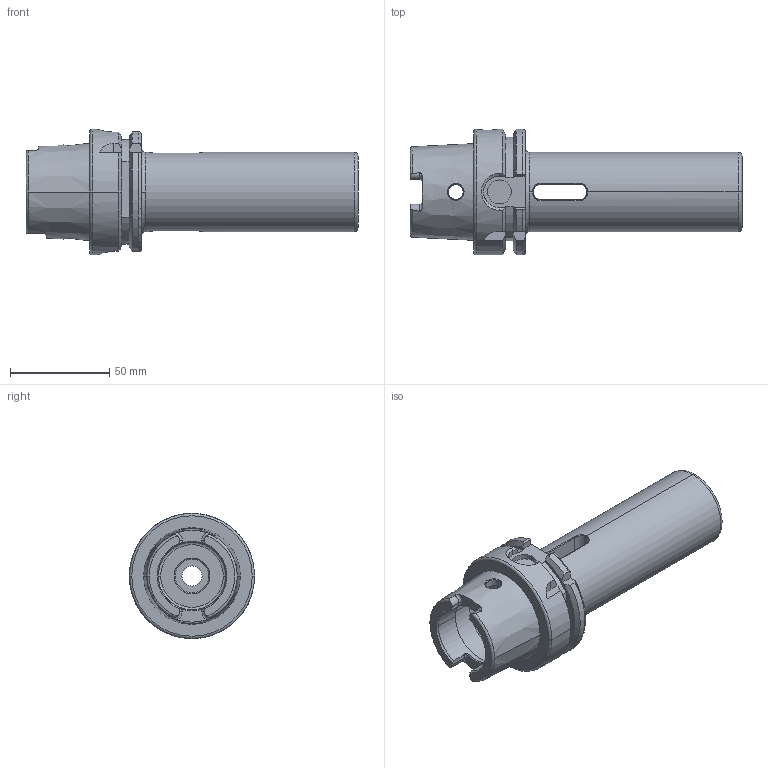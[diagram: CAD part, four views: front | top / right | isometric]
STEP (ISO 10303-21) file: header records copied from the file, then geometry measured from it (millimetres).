
FILE_DESCRIPTION (( 'STEP AP203' ), '1' );
FILE_NAME ('9163A-MK03135.STEP', '2019-10-21T05:00:41', ( '' ), ( '' ), 'SwSTEP 2.0', 'SolidWorks 2018', '' );
FILE_SCHEMA (( 'CONFIG_CONTROL_DESIGN' ));
Length unit declared in the file: millimetre
Products named in the file (1): 9163A-MK03135
Bounding box: 167 x 63 x 63 mm (x, y, z)
Volume: 177878.4 mm3; surface area: 43082.9 mm2
Topology: 1 solids, 1 shells, 186 faces, 487 edges, 303 vertices
Faces by surface type: plane 60, cylinder 54, cone 27, torus 27, bspline 18
Entity records: 7561 total; most frequent: CARTESIAN_POINT 3123, ORIENTED_EDGE 970, DIRECTION 839, EDGE_CURVE 485, AXIS2_PLACEMENT_3D 332, VERTEX_POINT 303, EDGE_LOOP 198, FACE_OUTER_BOUND 186
